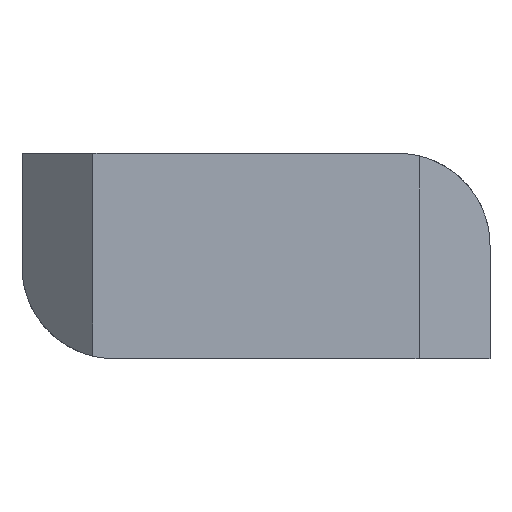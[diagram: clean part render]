
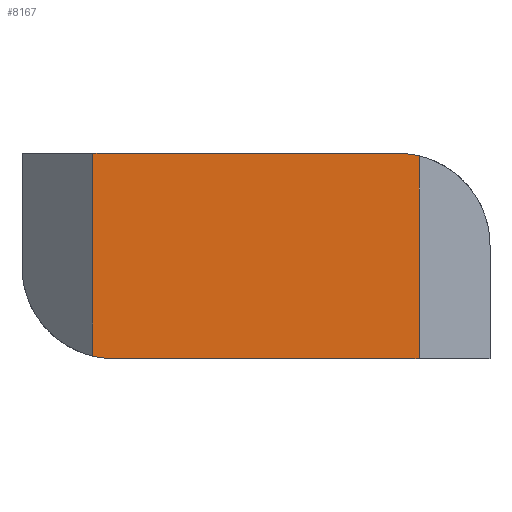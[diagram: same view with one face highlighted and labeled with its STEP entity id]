
A CAD part, front view. The second image highlights one B-rep face of the part: STEP entity #8167.
In plain terms, the highlighted planar face has unit normal (0, -1, 0).
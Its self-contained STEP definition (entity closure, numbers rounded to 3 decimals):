
#84 = DIRECTION ( 'NONE',  ( 0., 0., -1. ) ) ;
#90 = CARTESIAN_POINT ( 'NONE',  ( 6.2, -5.3, 3.9 ) ) ;
#190 = DIRECTION ( 'NONE',  ( 1., 0., 0. ) ) ;
#256 = CARTESIAN_POINT ( 'NONE',  ( 6.2, -5.3, 3.9 ) ) ;
#673 = CARTESIAN_POINT ( 'NONE',  ( 6.2, -5.3, -3.9 ) ) ;
#675 = DIRECTION ( 'NONE',  ( 1., 0., 0. ) ) ;
#1373 = ORIENTED_EDGE ( 'NONE', *, *, #3556, .T. ) ;
#1660 = ORIENTED_EDGE ( 'NONE', *, *, #4259, .F. ) ;
#1664 = ORIENTED_EDGE ( 'NONE', *, *, #4274, .F. ) ;
#1703 = EDGE_LOOP ( 'NONE', ( #6593, #1664, #5936, #1660, #6068, #1373 ) ) ;
#2016 = VERTEX_POINT ( 'NONE', #3127 ) ;
#2043 = VERTEX_POINT ( 'NONE', #3062 ) ;
#2045 = VERTEX_POINT ( 'NONE', #3058 ) ;
#2063 = VERTEX_POINT ( 'NONE', #3311 ) ;
#2079 = VERTEX_POINT ( 'NONE', #3295 ) ;
#2128 = VERTEX_POINT ( 'NONE', #3246 ) ;
#2599 = DIRECTION ( 'NONE',  ( 0., 0., 1. ) ) ;
#2600 = DIRECTION ( 'NONE',  ( 0., 1., 0. ) ) ;
#2604 = PLANE ( 'NONE',  #4596 ) ;
#2609 = CARTESIAN_POINT ( 'NONE',  ( 6.2, -5.3, 3.9 ) ) ;
#3058 = CARTESIAN_POINT ( 'NONE',  ( -6.2, -5.3, -3.807 ) ) ;
#3062 = CARTESIAN_POINT ( 'NONE',  ( 5.4, -5.3, 3.9 ) ) ;
#3127 = CARTESIAN_POINT ( 'NONE',  ( -5.4, -5.3, -3.9 ) ) ;
#3246 = CARTESIAN_POINT ( 'NONE',  ( 6.2, -5.3, 3.807 ) ) ;
#3295 = CARTESIAN_POINT ( 'NONE',  ( -6.2, -5.3, 3.9 ) ) ;
#3311 = CARTESIAN_POINT ( 'NONE',  ( 6.2, -5.3, -3.9 ) ) ;
#3421 = EDGE_CURVE ( 'NONE', #2079, #2045, #8106, .T. ) ;
#3538 = EDGE_CURVE ( 'NONE', #2128, #2043, #7955, .T. ) ;
#3556 = EDGE_CURVE ( 'NONE', #2045, #2016, #7926, .T. ) ;
#3945 = AXIS2_PLACEMENT_3D ( 'NONE', #5101, #5100, #5099 ) ;
#3952 = AXIS2_PLACEMENT_3D ( 'NONE', #5173, #5172, #5171 ) ;
#4188 = EDGE_CURVE ( 'NONE', #2016, #2063, #7469, .T. ) ;
#4259 = EDGE_CURVE ( 'NONE', #2079, #2043, #7355, .T. ) ;
#4274 = EDGE_CURVE ( 'NONE', #2128, #2063, #7326, .T. ) ;
#4596 = AXIS2_PLACEMENT_3D ( 'NONE', #2609, #2600, #2599 ) ;
#4867 = DIRECTION ( 'NONE',  ( 0., 0., -1. ) ) ;
#4881 = CARTESIAN_POINT ( 'NONE',  ( -6.2, -5.3, 3.9 ) ) ;
#5099 = DIRECTION ( 'NONE',  ( 0., 0., 1. ) ) ;
#5100 = DIRECTION ( 'NONE',  ( 0., -1., 0. ) ) ;
#5101 = CARTESIAN_POINT ( 'NONE',  ( -5.4, -5.3, -0.4 ) ) ;
#5171 = DIRECTION ( 'NONE',  ( 0., 0., 1. ) ) ;
#5172 = DIRECTION ( 'NONE',  ( 0., -1., 0. ) ) ;
#5173 = CARTESIAN_POINT ( 'NONE',  ( 5.4, -5.3, 0.4 ) ) ;
#5936 = ORIENTED_EDGE ( 'NONE', *, *, #3538, .T. ) ;
#6068 = ORIENTED_EDGE ( 'NONE', *, *, #3421, .T. ) ;
#6593 = ORIENTED_EDGE ( 'NONE', *, *, #4188, .T. ) ;
#6661 = FACE_OUTER_BOUND ( 'NONE', #1703, .T. ) ;
#7323 = VECTOR ( 'NONE', #84, 1000. ) ;
#7326 = LINE ( 'NONE', #90, #7323 ) ;
#7352 = VECTOR ( 'NONE', #190, 1000. ) ;
#7355 = LINE ( 'NONE', #256, #7352 ) ;
#7467 = VECTOR ( 'NONE', #675, 1000. ) ;
#7469 = LINE ( 'NONE', #673, #7467 ) ;
#7926 = CIRCLE ( 'NONE', #3945, 3.5 ) ;
#7955 = CIRCLE ( 'NONE', #3952, 3.5 ) ;
#8102 = VECTOR ( 'NONE', #4867, 1000. ) ;
#8106 = LINE ( 'NONE', #4881, #8102 ) ;
#8167 = ADVANCED_FACE ( 'NONE', ( #6661 ), #2604, .F. ) ;
